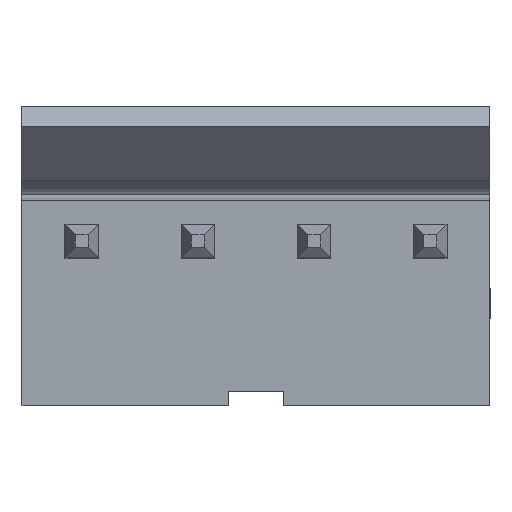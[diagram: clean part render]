
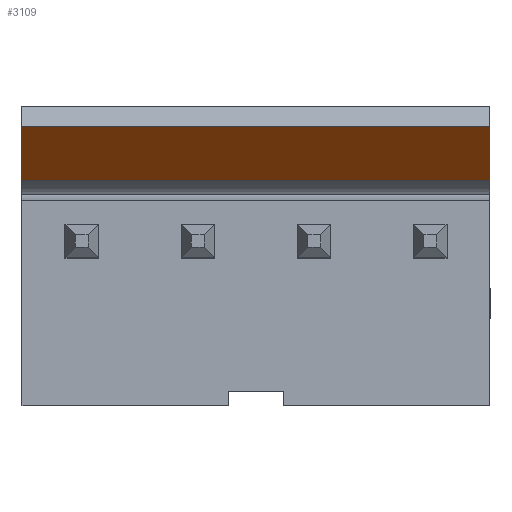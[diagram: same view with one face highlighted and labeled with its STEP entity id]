
A CAD part, top view. The second image highlights one B-rep face of the part: STEP entity #3109.
In plain terms, the highlighted planar face has unit normal (0, -0.713, 0.701).
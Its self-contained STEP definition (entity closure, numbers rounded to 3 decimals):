
#332 = CARTESIAN_POINT ( 'NONE',  ( 7.975, 7.512, 10.65 ) ) ;
#342 = CARTESIAN_POINT ( 'NONE',  ( 7.975, 5.696, 8.802 ) ) ;
#344 = CARTESIAN_POINT ( 'NONE',  ( -7.975, 7.512, 10.65 ) ) ;
#537 = ORIENTED_EDGE ( 'NONE', *, *, #2647, .T. ) ;
#548 = ORIENTED_EDGE ( 'NONE', *, *, #2782, .F. ) ;
#560 = ORIENTED_EDGE ( 'NONE', *, *, #2635, .F. ) ;
#561 = ORIENTED_EDGE ( 'NONE', *, *, #3041, .T. ) ;
#649 = CARTESIAN_POINT ( 'NONE',  ( -7.975, 5.696, 8.802 ) ) ;
#927 = LINE ( 'NONE', #928, #2113 ) ;
#928 = CARTESIAN_POINT ( 'NONE',  ( -7.975, 7.512, 10.65 ) ) ;
#929 = DIRECTION ( 'NONE',  ( -1., 0., 0. ) ) ;
#1047 = FACE_OUTER_BOUND ( 'NONE', #1578, .T. ) ;
#1062 = PLANE ( 'NONE',  #2074 ) ;
#1075 = CARTESIAN_POINT ( 'NONE',  ( -7.975, 5.696, 8.802 ) ) ;
#1076 = DIRECTION ( 'NONE',  ( 0., -0.713, 0.701 ) ) ;
#1077 = DIRECTION ( 'NONE',  ( 0., -0.701, -0.713 ) ) ;
#1269 = LINE ( 'NONE', #1271, #3216 ) ;
#1271 = CARTESIAN_POINT ( 'NONE',  ( 7.975, 7.512, 10.65 ) ) ;
#1272 = DIRECTION ( 'NONE',  ( 0., -0.701, -0.713 ) ) ;
#1298 = LINE ( 'NONE', #1306, #3281 ) ;
#1306 = CARTESIAN_POINT ( 'NONE',  ( -7.975, 7.512, 10.65 ) ) ;
#1308 = DIRECTION ( 'NONE',  ( 0., -0.701, -0.713 ) ) ;
#1578 = EDGE_LOOP ( 'NONE', ( #537, #548, #560, #561 ) ) ;
#1999 = VERTEX_POINT ( 'NONE', #649 ) ;
#2074 = AXIS2_PLACEMENT_3D ( 'NONE', #1075, #1076, #1077 ) ;
#2113 = VECTOR ( 'NONE', #929, 1000. ) ;
#2466 = VECTOR ( 'NONE', #3543, 1000. ) ;
#2557 = VERTEX_POINT ( 'NONE', #332 ) ;
#2567 = VERTEX_POINT ( 'NONE', #342 ) ;
#2569 = VERTEX_POINT ( 'NONE', #344 ) ;
#2635 = EDGE_CURVE ( 'NONE', #2557, #2567, #1269, .T. ) ;
#2647 = EDGE_CURVE ( 'NONE', #2569, #1999, #1298, .T. ) ;
#2782 = EDGE_CURVE ( 'NONE', #2567, #1999, #3519, .T. ) ;
#3041 = EDGE_CURVE ( 'NONE', #2557, #2569, #927, .T. ) ;
#3109 = ADVANCED_FACE ( 'NONE', ( #1047 ), #1062, .T. ) ;
#3216 = VECTOR ( 'NONE', #1272, 1000. ) ;
#3281 = VECTOR ( 'NONE', #1308, 1000. ) ;
#3519 = LINE ( 'NONE', #3541, #2466 ) ;
#3541 = CARTESIAN_POINT ( 'NONE',  ( -7.975, 5.696, 8.802 ) ) ;
#3543 = DIRECTION ( 'NONE',  ( -1., 0., 0. ) ) ;
